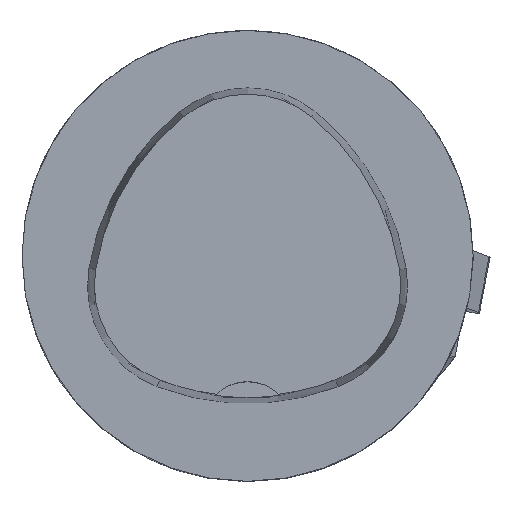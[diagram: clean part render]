
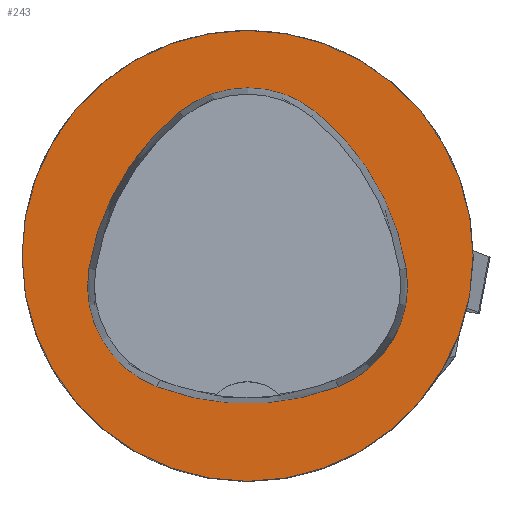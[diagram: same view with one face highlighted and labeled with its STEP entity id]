
A CAD part, top view. The second image highlights one B-rep face of the part: STEP entity #243.
In plain terms, the highlighted planar face has unit normal (0, 0, 1).
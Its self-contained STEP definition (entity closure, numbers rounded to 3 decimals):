
#243=ADVANCED_FACE('',(#511,#512),#302,.T.);
#302=PLANE('',#1457);
#511=FACE_BOUND('',#556,.T.);
#512=FACE_BOUND('',#557,.T.);
#556=EDGE_LOOP('',(#783,#784,#785,#786,#787,#788));
#557=EDGE_LOOP('',(#789));
#783=ORIENTED_EDGE('',*,*,#1189,.T.);
#784=ORIENTED_EDGE('',*,*,#1169,.T.);
#785=ORIENTED_EDGE('',*,*,#1173,.T.);
#786=ORIENTED_EDGE('',*,*,#1176,.T.);
#787=ORIENTED_EDGE('',*,*,#1179,.T.);
#788=ORIENTED_EDGE('',*,*,#1187,.T.);
#789=ORIENTED_EDGE('',*,*,#1160,.F.);
#1027=VERTEX_POINT('',#2258);
#1036=VERTEX_POINT('',#2277);
#1037=VERTEX_POINT('',#2278);
#1040=VERTEX_POINT('',#2286);
#1042=VERTEX_POINT('',#2292);
#1044=VERTEX_POINT('',#2298);
#1051=VERTEX_POINT('',#2319);
#1160=EDGE_CURVE('',#1027,#1027,#1263,.T.);
#1169=EDGE_CURVE('',#1036,#1037,#1264,.T.);
#1173=EDGE_CURVE('',#1037,#1040,#1266,.T.);
#1176=EDGE_CURVE('',#1040,#1042,#1268,.T.);
#1179=EDGE_CURVE('',#1042,#1044,#1270,.T.);
#1187=EDGE_CURVE('',#1044,#1051,#1274,.T.);
#1189=EDGE_CURVE('',#1051,#1036,#1276,.T.);
#1263=CIRCLE('',#1429,25.);
#1264=CIRCLE('',#1435,28.);
#1266=CIRCLE('',#1438,12.);
#1268=CIRCLE('',#1441,28.);
#1270=CIRCLE('',#1444,12.);
#1274=CIRCLE('',#1449,28.);
#1276=CIRCLE('',#1452,12.);
#1429=AXIS2_PLACEMENT_3D('',#2257,#1694,#1695);
#1435=AXIS2_PLACEMENT_3D('',#2276,#1710,#1711);
#1438=AXIS2_PLACEMENT_3D('',#2285,#1718,#1719);
#1441=AXIS2_PLACEMENT_3D('',#2291,#1725,#1726);
#1444=AXIS2_PLACEMENT_3D('',#2297,#1732,#1733);
#1449=AXIS2_PLACEMENT_3D('',#2320,#1744,#1745);
#1452=AXIS2_PLACEMENT_3D('',#2323,#1750,#1751);
#1457=AXIS2_PLACEMENT_3D('',#2328,#1760,#1761);
#1694=DIRECTION('',(0.,0.,-1.));
#1695=DIRECTION('',(-1.,0.,0.));
#1710=DIRECTION('',(0.,0.,-1.));
#1711=DIRECTION('',(-1.,0.,0.));
#1718=DIRECTION('',(0.,0.,-1.));
#1719=DIRECTION('',(-1.,0.,0.));
#1725=DIRECTION('',(0.,0.,-1.));
#1726=DIRECTION('',(-1.,0.,0.));
#1732=DIRECTION('',(0.,0.,-1.));
#1733=DIRECTION('',(-1.,0.,0.));
#1744=DIRECTION('',(0.,0.,-1.));
#1745=DIRECTION('',(-1.,0.,0.));
#1750=DIRECTION('',(0.,0.,-1.));
#1751=DIRECTION('',(-1.,0.,0.));
#1760=DIRECTION('',(0.,0.,1.));
#1761=DIRECTION('',(1.,0.,0.));
#2257=CARTESIAN_POINT('',(0.,0.,
0.));
#2258=CARTESIAN_POINT('',(-25.,0.,0.));
#2276=CARTESIAN_POINT('',(10.068,-5.824,0.));
#2277=CARTESIAN_POINT('',(-17.584,-1.424,0.));
#2278=CARTESIAN_POINT('',(-7.531,15.953,0.));
#2285=CARTESIAN_POINT('',(0.011,6.62,0.));
#2286=CARTESIAN_POINT('',(7.567,15.942,0.));
#2291=CARTESIAN_POINT('',(-10.063,-5.81,0.));
#2292=CARTESIAN_POINT('',(17.59,-1.418,0.));
#2297=CARTESIAN_POINT('',(5.739,-3.3,0.));
#2298=CARTESIAN_POINT('',(10.05,-14.499,0.));
#2319=CARTESIAN_POINT('',(-10.025,-14.516,0.));
#2320=CARTESIAN_POINT('',(-0.01,11.631,0.));
#2323=CARTESIAN_POINT('',(-5.733,-3.31,0.));
#2328=CARTESIAN_POINT('',(0.,0.,
0.));
